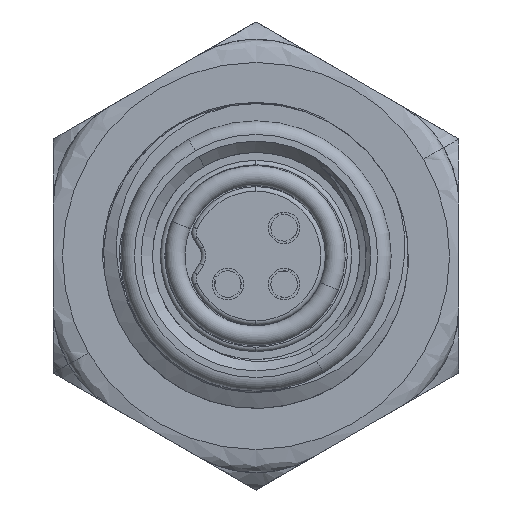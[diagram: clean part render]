
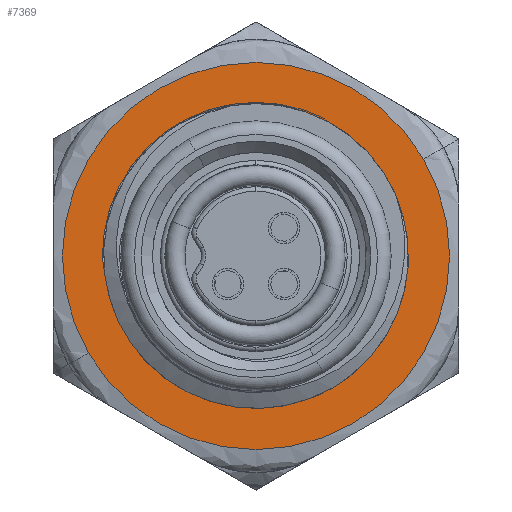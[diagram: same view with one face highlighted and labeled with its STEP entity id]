
A CAD part, left-side view. The second image highlights one B-rep face of the part: STEP entity #7369.
In plain terms, the highlighted planar face has unit normal (-1, 0, 0).
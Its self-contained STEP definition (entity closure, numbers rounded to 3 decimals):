
#377 = CARTESIAN_POINT ( 'NONE',  ( 0., 0., 0. ) ) ;
#447 = FACE_OUTER_BOUND ( 'NONE', #7454, .T. ) ;
#660 = CARTESIAN_POINT ( 'NONE',  ( 0., -1.697, 2.96 ) ) ;
#924 = CARTESIAN_POINT ( 'NONE',  ( 0., -2.753, 1.868 ) ) ;
#931 = AXIS2_PLACEMENT_3D ( 'NONE', #8986, #13540, #11022 ) ;
#1075 = CARTESIAN_POINT ( 'NONE',  ( 0., -2.507, 2.228 ) ) ;
#1411 = CARTESIAN_POINT ( 'NONE',  ( 0., 3.137, -0.851 ) ) ;
#1552 = VERTEX_POINT ( 'NONE', #5835 ) ;
#1625 = CARTESIAN_POINT ( 'NONE',  ( 0., 3.249, 0.876 ) ) ;
#1663 = ORIENTED_EDGE ( 'NONE', *, *, #10860, .T. ) ;
#1800 = FACE_BOUND ( 'NONE', #3001, .T. ) ;
#2049 = VERTEX_POINT ( 'NONE', #6687 ) ;
#2263 = CARTESIAN_POINT ( 'NONE',  ( 0., -3.094, 1.063 ) ) ;
#3001 = EDGE_LOOP ( 'NONE', ( #4656, #14038, #8459, #9633, #4032 ) ) ;
#3015 = CARTESIAN_POINT ( 'NONE',  ( 0., 0.013, 3.42 ) ) ;
#3141 = VERTEX_POINT ( 'NONE', #3290 ) ;
#3290 = CARTESIAN_POINT ( 'NONE',  ( 0., -3.137, 0.851 ) ) ;
#3354 = EDGE_CURVE ( 'NONE', #11949, #2049, #4192, .T. ) ;
#3664 = DIRECTION ( 'NONE',  ( 0., 0., 1. ) ) ;
#3818 = CARTESIAN_POINT ( 'NONE',  ( 0., -4.298, 0. ) ) ;
#3949 = PLANE ( 'NONE',  #6702 ) ;
#3971 = CARTESIAN_POINT ( 'NONE',  ( 0., 2.848, 1.893 ) ) ;
#4032 = ORIENTED_EDGE ( 'NONE', *, *, #6923, .T. ) ;
#4083 = EDGE_CURVE ( 'NONE', #3141, #1552, #7065, .T. ) ;
#4103 = DIRECTION ( 'NONE',  ( 1., 0., 0. ) ) ;
#4192 = CIRCLE ( 'NONE', #8962, 4.298 ) ;
#4656 = ORIENTED_EDGE ( 'NONE', *, *, #4083, .T. ) ;
#4982 = CARTESIAN_POINT ( 'NONE',  ( 0., 3.058, 1.5 ) ) ;
#5104 = CARTESIAN_POINT ( 'NONE',  ( 0., -0.656, 3.356 ) ) ;
#5178 = CARTESIAN_POINT ( 'NONE',  ( 0., 1.908, 2.838 ) ) ;
#5393 = CARTESIAN_POINT ( 'NONE',  ( 0., -3.029, 1.273 ) ) ;
#5613 = ORIENTED_EDGE ( 'NONE', *, *, #3354, .T. ) ;
#5835 = CARTESIAN_POINT ( 'NONE',  ( 0., 0., -3.25 ) ) ;
#5952 = CARTESIAN_POINT ( 'NONE',  ( 0., 3.257, -0.429 ) ) ;
#6216 = CARTESIAN_POINT ( 'NONE',  ( 0., -0.873, 3.306 ) ) ;
#6288 = CARTESIAN_POINT ( 'NONE',  ( 0., 0.456, 3.389 ) ) ;
#6352 = CARTESIAN_POINT ( 'NONE',  ( 0., 0., 0. ) ) ;
#6410 = DIRECTION ( 'NONE',  ( 0., 0., -1. ) ) ;
#6433 = CARTESIAN_POINT ( 'NONE',  ( 0., 2.96, 1.697 ) ) ;
#6457 = B_SPLINE_CURVE_WITH_KNOTS ( 'NONE', 3,
 ( #6433, #3971, #11986, #7486, #8750, #5178, #12060, #8522, #10784, #11000, #6288, #3015, #7410, #5104, #6216, #13296, #8676, #12202 ),
 .UNSPECIFIED., .F., .F.,
 ( 4, 2, 2, 2, 2, 2, 2, 2, 4 ),
 ( 0., 0.001, 0.001, 0.002, 0.003, 0.003, 0.004, 0.005, 0.005 ),
 .UNSPECIFIED. ) ;
#6565 = CARTESIAN_POINT ( 'NONE',  ( 0., 0., 0. ) ) ;
#6687 = CARTESIAN_POINT ( 'NONE',  ( 0., 4.298, 0. ) ) ;
#6702 = AXIS2_PLACEMENT_3D ( 'NONE', #10765, #4103, #6410 ) ;
#6747 = AXIS2_PLACEMENT_3D ( 'NONE', #6565, #11132, #13129 ) ;
#6923 = EDGE_CURVE ( 'NONE', #8936, #3141, #14711, .T. ) ;
#7065 = CIRCLE ( 'NONE', #12315, 3.25 ) ;
#7369 = ADVANCED_FACE ( 'NONE', ( #1800, #447 ), #3949, .F. ) ;
#7384 = DIRECTION ( 'NONE',  ( -1., 0., 0. ) ) ;
#7410 = CARTESIAN_POINT ( 'NONE',  ( 0., -0.213, 3.413 ) ) ;
#7454 = EDGE_LOOP ( 'NONE', ( #1663, #5613 ) ) ;
#7486 = CARTESIAN_POINT ( 'NONE',  ( 0., 2.424, 2.413 ) ) ;
#7690 = CARTESIAN_POINT ( 'NONE',  ( 0., 2.96, 1.697 ) ) ;
#8292 = EDGE_CURVE ( 'NONE', #13878, #8936, #6457, .T. ) ;
#8408 = CIRCLE ( 'NONE', #6747, 3.25 ) ;
#8459 = ORIENTED_EDGE ( 'NONE', *, *, #14653, .T. ) ;
#8522 = CARTESIAN_POINT ( 'NONE',  ( 0., 1.318, 3.155 ) ) ;
#8676 = CARTESIAN_POINT ( 'NONE',  ( 0., -1.502, 3.072 ) ) ;
#8750 = CARTESIAN_POINT ( 'NONE',  ( 0., 2.262, 2.565 ) ) ;
#8815 = CARTESIAN_POINT ( 'NONE',  ( 0., -2.858, 1.677 ) ) ;
#8936 = VERTEX_POINT ( 'NONE', #660 ) ;
#8962 = AXIS2_PLACEMENT_3D ( 'NONE', #377, #7384, #3664 ) ;
#8986 = CARTESIAN_POINT ( 'NONE',  ( 0., 0., 0. ) ) ;
#9457 = CARTESIAN_POINT ( 'NONE',  ( 0., 3.317, 0.222 ) ) ;
#9598 = CARTESIAN_POINT ( 'NONE',  ( 0., 3.135, 1.296 ) ) ;
#9633 = ORIENTED_EDGE ( 'NONE', *, *, #8292, .T. ) ;
#10271 = EDGE_CURVE ( 'NONE', #1552, #12247, #8408, .T. ) ;
#10308 = CARTESIAN_POINT ( 'NONE',  ( 0., 3.137, -0.851 ) ) ;
#10469 = B_SPLINE_CURVE_WITH_KNOTS ( 'NONE', 3,
 ( #1411, #11860, #5952, #11708, #9457, #10590, #1625, #9598, #4982, #13858 ),
 .UNSPECIFIED., .F., .F.,
 ( 4, 2, 2, 2, 4 ),
 ( 0.004, 0.004, 0.005, 0.006, 0.006 ),
 .UNSPECIFIED. ) ;
#10590 = CARTESIAN_POINT ( 'NONE',  ( 0., 3.286, 0.658 ) ) ;
#10765 = CARTESIAN_POINT ( 'NONE',  ( 0., 0., 0. ) ) ;
#10784 = CARTESIAN_POINT ( 'NONE',  ( 0., 1.11, 3.235 ) ) ;
#10860 = EDGE_CURVE ( 'NONE', #2049, #11949, #12839, .T. ) ;
#11000 = CARTESIAN_POINT ( 'NONE',  ( 0., 0.676, 3.352 ) ) ;
#11022 = DIRECTION ( 'NONE',  ( 0., 0., 1. ) ) ;
#11132 = DIRECTION ( 'NONE',  ( 1., 0., 0. ) ) ;
#11223 = CARTESIAN_POINT ( 'NONE',  ( 0., -1.881, 2.839 ) ) ;
#11428 = DIRECTION ( 'NONE',  ( 1., 0., 0. ) ) ;
#11708 = CARTESIAN_POINT ( 'NONE',  ( 0., 3.312, 0.005 ) ) ;
#11860 = CARTESIAN_POINT ( 'NONE',  ( 0., 3.207, -0.645 ) ) ;
#11949 = VERTEX_POINT ( 'NONE', #3818 ) ;
#11986 = CARTESIAN_POINT ( 'NONE',  ( 0., 2.717, 2.077 ) ) ;
#12060 = CARTESIAN_POINT ( 'NONE',  ( 0., 1.716, 2.958 ) ) ;
#12202 = CARTESIAN_POINT ( 'NONE',  ( 0., -1.697, 2.96 ) ) ;
#12247 = VERTEX_POINT ( 'NONE', #10308 ) ;
#12315 = AXIS2_PLACEMENT_3D ( 'NONE', #6352, #11428, #12464 ) ;
#12339 = CARTESIAN_POINT ( 'NONE',  ( 0., -1.697, 2.96 ) ) ;
#12412 = CARTESIAN_POINT ( 'NONE',  ( 0., -3.137, 0.851 ) ) ;
#12464 = DIRECTION ( 'NONE',  ( 0., 0., -1. ) ) ;
#12839 = CIRCLE ( 'NONE', #931, 4.298 ) ;
#13129 = DIRECTION ( 'NONE',  ( 0., 0., -1. ) ) ;
#13296 = CARTESIAN_POINT ( 'NONE',  ( 0., -1.295, 3.165 ) ) ;
#13540 = DIRECTION ( 'NONE',  ( -1., 0., 0. ) ) ;
#13858 = CARTESIAN_POINT ( 'NONE',  ( 0., 2.96, 1.697 ) ) ;
#13878 = VERTEX_POINT ( 'NONE', #7690 ) ;
#14038 = ORIENTED_EDGE ( 'NONE', *, *, #10271, .T. ) ;
#14571 = CARTESIAN_POINT ( 'NONE',  ( 0., -2.363, 2.398 ) ) ;
#14653 = EDGE_CURVE ( 'NONE', #12247, #13878, #10469, .T. ) ;
#14711 = B_SPLINE_CURVE_WITH_KNOTS ( 'NONE', 3,
 ( #12339, #11223, #14712, #14571, #1075, #924, #8815, #5393, #2263, #12412 ),
 .UNSPECIFIED., .F., .F.,
 ( 4, 2, 2, 2, 4 ),
 ( 0., 0.001, 0.001, 0.002, 0.003 ),
 .UNSPECIFIED. ) ;
#14712 = CARTESIAN_POINT ( 'NONE',  ( 0., -2.051, 2.702 ) ) ;
